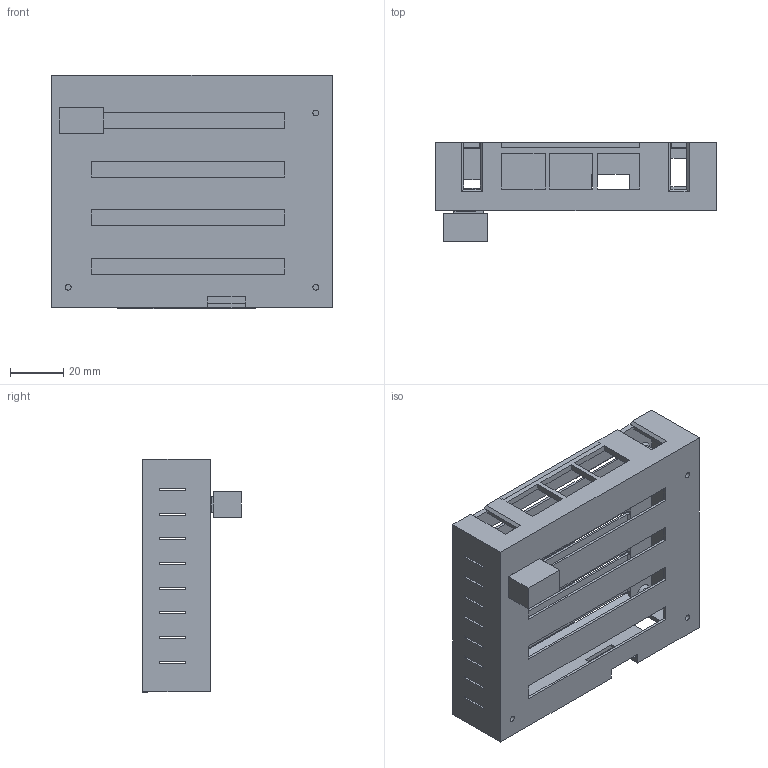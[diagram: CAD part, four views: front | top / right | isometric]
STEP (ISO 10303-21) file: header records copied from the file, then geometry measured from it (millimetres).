
FILE_DESCRIPTION(/* description */ (''),/* implementation_level */ '2;1');
FILE_NAME(/* name */ '89c0c8b4-6eb9-4393-9286-367a76252cc8.stp',/* time_stamp */ '2017-07-24T04:48:27+00:00',/* author */ (''),/* organization */ (''),/* preprocessor_version */ 'ST-DEVELOPER v16.13',/* originating_system */ 'Autodesk Translation Framework v6.1.1.50',/* authorisation */ '');
FILE_SCHEMA (('AUTOMOTIVE_DESIGN { 1 0 10303 214 3 1 1 }'));
Length unit declared in the file: millimetre
Products named in the file (1): espressobin_case v105
Bounding box: 105.8 x 37.2 x 88.1 mm (x, y, z)
Volume: 35066.1 mm3; surface area: 54218.1 mm2
Topology: 4 solids, 4 shells, 295 faces, 797 edges, 522 vertices
Faces by surface type: plane 271, cylinder 20, cone 4
Full cylindrical faces by diameter (mm): 2.2 x4, 3.25 x8, 4.25 x8
Entity records: 9034 total; most frequent: CARTESIAN_POINT 1575, ORIENTED_EDGE 1530, DIRECTION 1401, EDGE_CURVE 765, LINE 721, VECTOR 721, VERTEX_POINT 514, EDGE_LOOP 399
